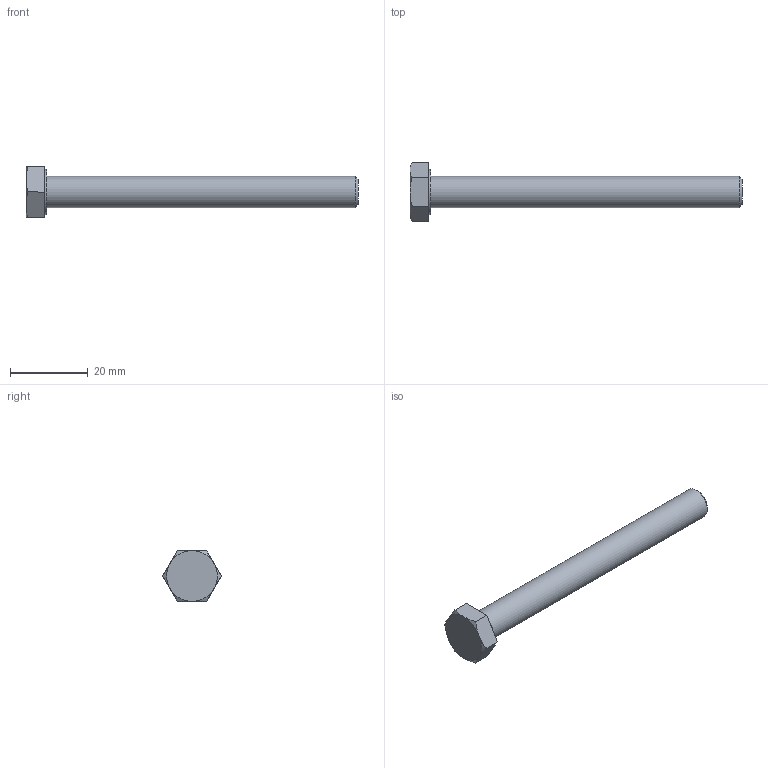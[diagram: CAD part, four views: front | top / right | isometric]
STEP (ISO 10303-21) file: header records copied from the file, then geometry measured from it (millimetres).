
FILE_DESCRIPTION(/* description */ ('Sechskantschrauben - Produktklasse A und B'),/* implementation_level */ '2;1');
FILE_NAME(/* name */ 'ISO 4014 - M8 x 80ISO.stp',/* time_stamp */ '2013-12-18T10:28:34+01:00',/* author */ ('boenisch'),/* organization */ (''),/* preprocessor_version */ 'ST-DEVELOPER v15.2',/* originating_system */ 'Autodesk Inventor 2014',/* authorisation */ '');
FILE_SCHEMA (('AUTOMOTIVE_DESIGN { 1 0 10303 214 3 1 1 }'));
Length unit declared in the file: millimetre
Products named in the file (1): ISO 4014 - M8 x 80ISO
Bounding box: 85.3 x 15.01 x 13 mm (x, y, z)
Volume: 4763.6 mm3; surface area: 2518 mm2
Topology: 1 solids, 1 shells, 19 faces, 38 edges, 23 vertices
Faces by surface type: plane 10, cone 7, cylinder 2
Full cylindrical faces by diameter (mm): 8 x1, 11.63 x1
Entity records: 481 total; most frequent: CARTESIAN_POINT 102, DIRECTION 74, ORIENTED_EDGE 70, EDGE_CURVE 35, AXIS2_PLACEMENT_3D 31, EDGE_LOOP 24, VERTEX_POINT 23, ADVANCED_FACE 19
